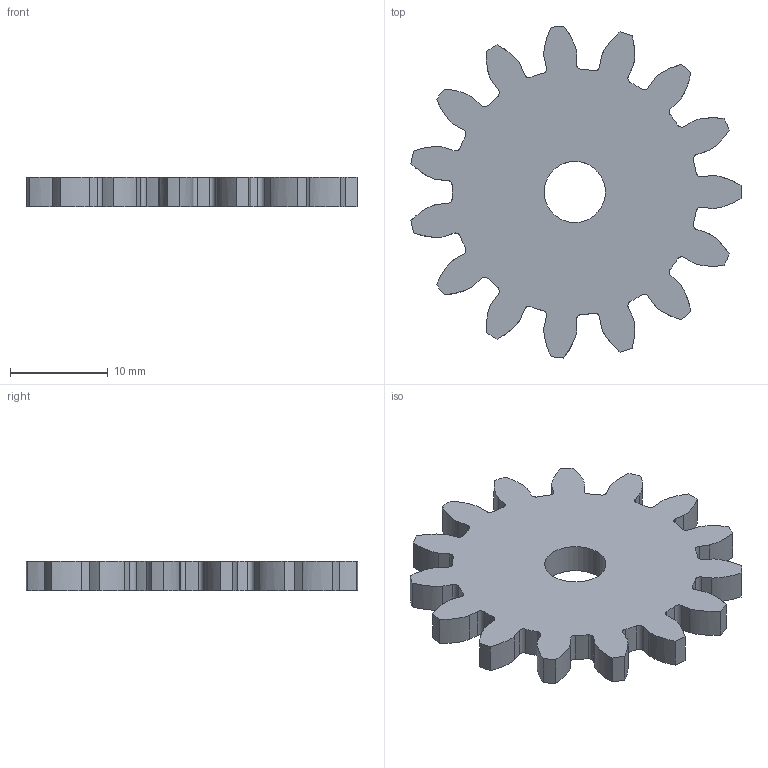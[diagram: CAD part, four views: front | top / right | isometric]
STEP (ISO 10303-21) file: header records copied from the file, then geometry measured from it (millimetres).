
FILE_DESCRIPTION(/* description */ (''),/* implementation_level */ '2;1');
FILE_NAME(/* name */ 'M5Idle15.step',/* time_stamp */ '2021-10-12T15:22:26-05:00',/* author */ (''),/* organization */ (''),/* preprocessor_version */ 'ST-DEVELOPER v18.1',/* originating_system */ 'Autodesk Translation Framework v10.10.0.1391',/* authorisation */ '');
FILE_SCHEMA (('AUTOMOTIVE_DESIGN { 1 0 10303 214 3 1 1 }'));
Length unit declared in the file: millimetre
Products named in the file (1): M5Idle15
Bounding box: 33.75 x 33.93 x 3 mm (x, y, z)
Volume: 1963.7 mm3; surface area: 1938.2 mm2
Topology: 1 solids, 1 shells, 123 faces, 363 edges, 242 vertices
Faces by surface type: cylinder 61, plane 32, bspline 30
Full cylindrical faces by diameter (mm): 6.25 x1
Entity records: 12876 total; most frequent: CARTESIAN_POINT 9639, ORIENTED_EDGE 726, DIRECTION 613, EDGE_CURVE 363, VERTEX_POINT 242, AXIS2_PLACEMENT_3D 216, LINE 181, VECTOR 181
